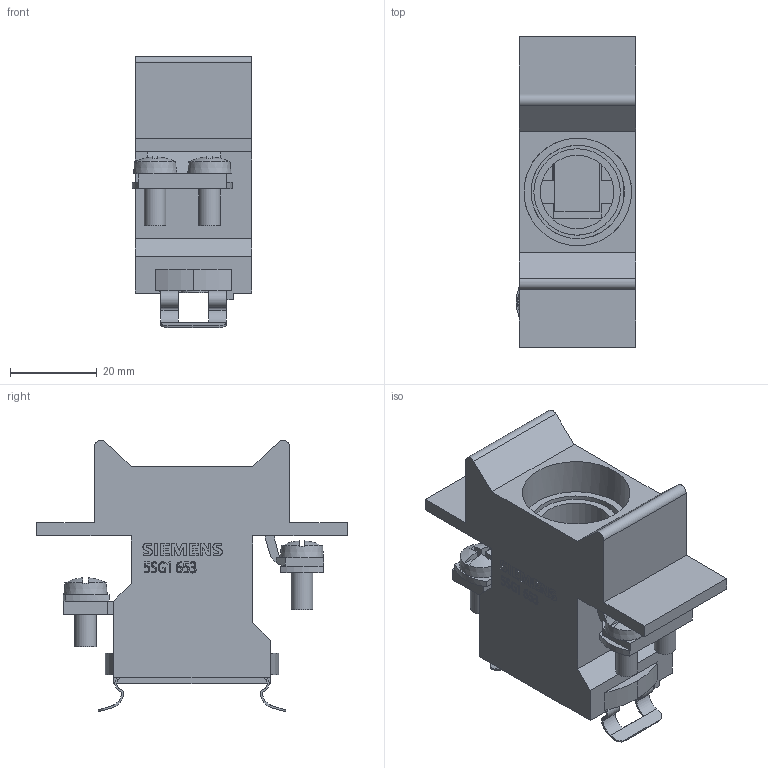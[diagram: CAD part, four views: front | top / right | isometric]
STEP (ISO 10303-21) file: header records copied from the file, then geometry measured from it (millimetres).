
FILE_DESCRIPTION(/* description */ (''),/* implementation_level */ '2;1');
FILE_NAME(/* name */ '5SG1653_3D_v_3.stp',/* time_stamp */ '2023-03-16T13:13:29+01:00',/* author */ (''),/* organization */ (''),/* preprocessor_version */ 'ST-DEVELOPER v18.101',/* originating_system */ 'SIEMENS PLM Software NX 2008',/* authorisation */ '');
FILE_SCHEMA (('AUTOMOTIVE_DESIGN { 1 0 10303 214 3 1 1 1 }'));
Length unit declared in the file: inch
Products named in the file (1): 5SG1653_3D_v
Bounding box: 27.5 x 71.5 x 62.45 mm (x, y, z)
Volume: 42054.6 mm3; surface area: 18518.4 mm2
Topology: 1 solids, 3 shells, 408 faces, 1087 edges, 708 vertices
Faces by surface type: plane 310, cylinder 61, extrusion 25, sphere 8, cone 4
Full cylindrical faces by diameter (mm): 5 x4, 16.9 x1, 19.9 x1, 21.5 x1, 24.8 x1
Entity records: 15185 total; most frequent: CARTESIAN_POINT 3179, ORIENTED_EDGE 2130, DIRECTION 1995, EDGE_CURVE 1065, VECTOR 807, LINE 782, VERTEX_POINT 698, AXIS2_PLACEMENT_3D 594
